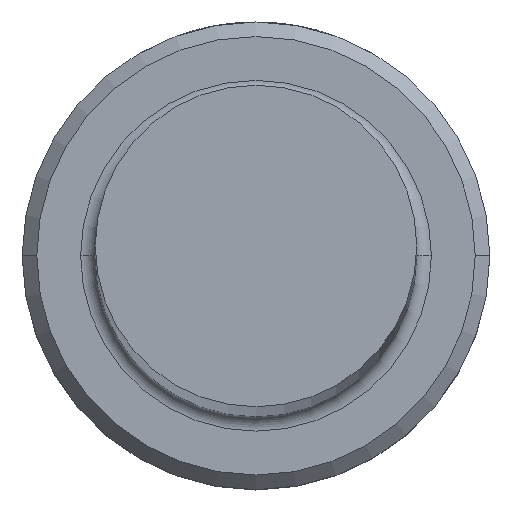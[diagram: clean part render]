
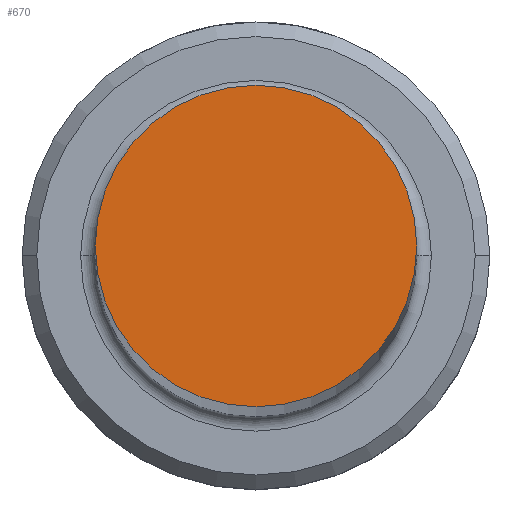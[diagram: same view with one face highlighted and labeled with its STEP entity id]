
A CAD part, top view. The second image highlights one B-rep face of the part: STEP entity #670.
In plain terms, the highlighted planar face has unit normal (0, 0, 1).
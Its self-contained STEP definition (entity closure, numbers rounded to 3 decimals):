
#52 = DIRECTION ( 'NONE',  ( 0., 0., 1. ) ) ;
#56 = CARTESIAN_POINT ( 'NONE',  ( -5.5, 0., 200. ) ) ;
#95 = VERTEX_POINT ( 'NONE', #977 ) ;
#107 = CIRCLE ( 'NONE', #180, 5.5 ) ;
#158 = CARTESIAN_POINT ( 'NONE',  ( 0., 0., 200. ) ) ;
#180 = AXIS2_PLACEMENT_3D ( 'NONE', #1003, #474, #1088 ) ;
#288 = VERTEX_POINT ( 'NONE', #56 ) ;
#474 = DIRECTION ( 'NONE',  ( 0., 0., 1. ) ) ;
#485 = ORIENTED_EDGE ( 'NONE', *, *, #696, .T. ) ;
#513 = CARTESIAN_POINT ( 'NONE',  ( 0., 0., 200. ) ) ;
#581 = AXIS2_PLACEMENT_3D ( 'NONE', #158, #52, #711 ) ;
#601 = DIRECTION ( 'NONE',  ( 1., 0., 0. ) ) ;
#670 = ADVANCED_FACE ( 'NONE', ( #957 ), #1153, .T. ) ;
#696 = EDGE_CURVE ( 'NONE', #288, #95, #1177, .T. ) ;
#697 = EDGE_LOOP ( 'NONE', ( #485, #1099 ) ) ;
#711 = DIRECTION ( 'NONE',  ( 1., 0., 0. ) ) ;
#745 = AXIS2_PLACEMENT_3D ( 'NONE', #513, #1131, #601 ) ;
#876 = EDGE_CURVE ( 'NONE', #95, #288, #107, .T. ) ;
#957 = FACE_OUTER_BOUND ( 'NONE', #697, .T. ) ;
#977 = CARTESIAN_POINT ( 'NONE',  ( 5.5, 0., 200. ) ) ;
#1003 = CARTESIAN_POINT ( 'NONE',  ( 0., 0., 200. ) ) ;
#1088 = DIRECTION ( 'NONE',  ( 1., 0., 0. ) ) ;
#1099 = ORIENTED_EDGE ( 'NONE', *, *, #876, .T. ) ;
#1131 = DIRECTION ( 'NONE',  ( 0., 0., 1. ) ) ;
#1153 = PLANE ( 'NONE',  #581 ) ;
#1177 = CIRCLE ( 'NONE', #745, 5.5 ) ;
